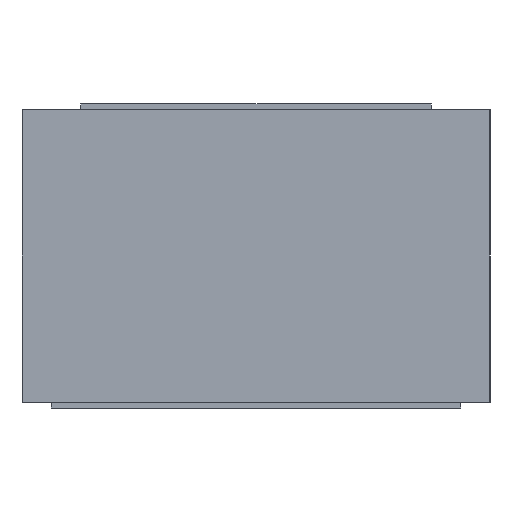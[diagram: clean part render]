
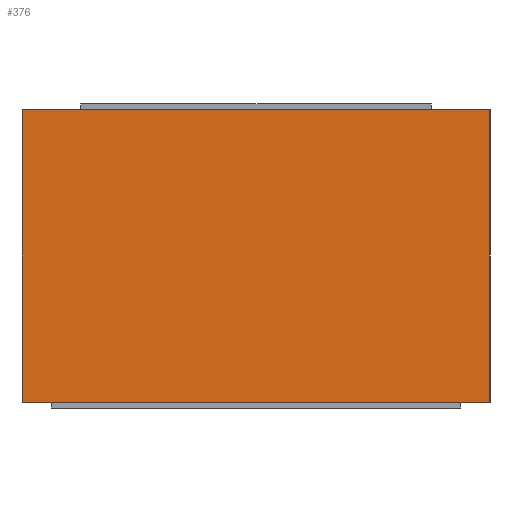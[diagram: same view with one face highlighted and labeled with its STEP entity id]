
A CAD part, left-side view. The second image highlights one B-rep face of the part: STEP entity #376.
In plain terms, the highlighted planar face has unit normal (-1, 0, 0).
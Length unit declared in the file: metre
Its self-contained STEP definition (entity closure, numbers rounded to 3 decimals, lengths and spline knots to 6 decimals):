
#24=ORIENTED_EDGE('',*,*,#119,.T.);
#25=ORIENTED_EDGE('',*,*,#120,.F.);
#26=ORIENTED_EDGE('',*,*,#109,.F.);
#27=ORIENTED_EDGE('',*,*,#117,.T.);
#109=EDGE_CURVE('',#156,#158,#189,.T.);
#117=EDGE_CURVE('',#156,#164,#197,.T.);
#119=EDGE_CURVE('',#164,#166,#199,.T.);
#120=EDGE_CURVE('',#158,#166,#200,.T.);
#156=VERTEX_POINT('',#653);
#158=VERTEX_POINT('',#656);
#164=VERTEX_POINT('',#670);
#166=VERTEX_POINT('',#676);
#189=LINE('',#655,#237);
#197=LINE('',#672,#245);
#199=LINE('',#675,#247);
#200=LINE('',#677,#248);
#237=VECTOR('',#563,1.);
#245=VECTOR('',#573,1.);
#247=VECTOR('',#577,1.);
#248=VECTOR('',#578,1.);
#287=EDGE_LOOP('',(#24,#25,#26,#27));
#311=FACE_BOUND('',#287,.T.);
#334=PLANE('',#539);
#376=ADVANCED_FACE('',(#311),#334,.F.);
#539=AXIS2_PLACEMENT_3D('',#674,#575,#576);
#563=DIRECTION('',(0.,-1.,0.));
#573=DIRECTION('',(0.,0.,-1.));
#575=DIRECTION('',(1.,0.,0.));
#576=DIRECTION('',(0.,1.,0.));
#577=DIRECTION('',(0.,-1.,0.));
#578=DIRECTION('',(0.,0.,-1.));
#653=CARTESIAN_POINT('',(-0.0008,0.0004,0.0005));
#655=CARTESIAN_POINT('',(-0.0008,0.,0.0005));
#656=CARTESIAN_POINT('',(-0.0008,-0.0004,0.0005));
#670=CARTESIAN_POINT('',(-0.0008,0.0004,0.));
#672=CARTESIAN_POINT('',(-0.0008,0.0004,0.0005));
#674=CARTESIAN_POINT('',(-0.0008,0.,0.0005));
#675=CARTESIAN_POINT('',(-0.0008,0.,0.));
#676=CARTESIAN_POINT('',(-0.0008,-0.0004,0.));
#677=CARTESIAN_POINT('',(-0.0008,-0.0004,0.0005));
